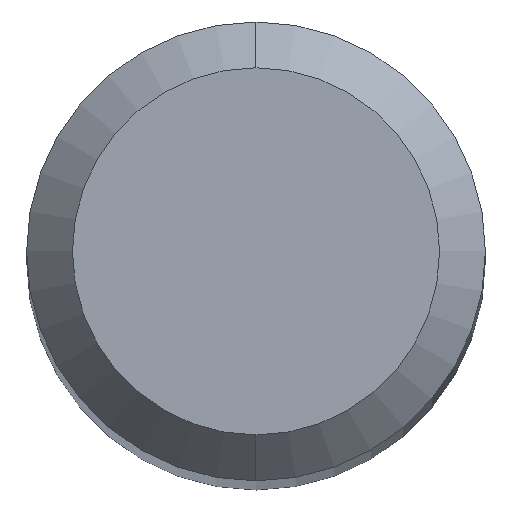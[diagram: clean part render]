
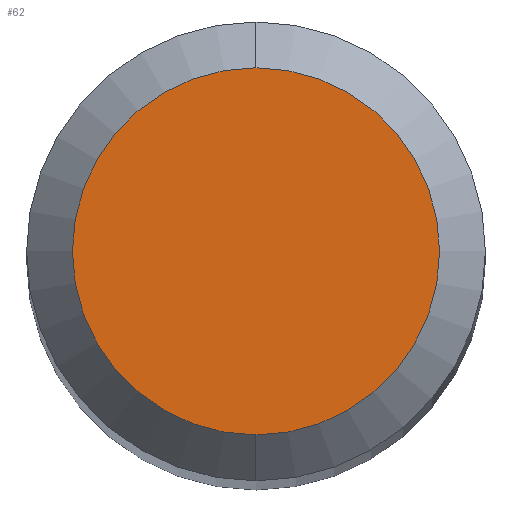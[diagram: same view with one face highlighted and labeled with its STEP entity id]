
A CAD part, top view. The second image highlights one B-rep face of the part: STEP entity #62.
In plain terms, the highlighted planar face has unit normal (0, 0, 1).
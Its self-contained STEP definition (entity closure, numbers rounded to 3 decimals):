
#62=ADVANCED_FACE('',(#138),#139,.T.);
#138=FACE_OUTER_BOUND('',#229,.T.);
#139=PLANE('',#230);
#229=EDGE_LOOP('',(#324,#325));
#230=AXIS2_PLACEMENT_3D('',#326,#327,#328);
#324=ORIENTED_EDGE('',*,*,#474,.F.);
#325=ORIENTED_EDGE('',*,*,#477,.F.);
#326=CARTESIAN_POINT('',(0.,0.6,34.46));
#327=DIRECTION('',(0.,0.0,1.0));
#328=DIRECTION('',(0.0,-1.0,0.0));
#474=EDGE_CURVE('',#555,#557,#558,.T.);
#477=EDGE_CURVE('',#557,#555,#561,.T.);
#555=VERTEX_POINT('',#639);
#557=VERTEX_POINT('',#642);
#558=CIRCLE('',#643,1.2);
#561=CIRCLE('',#647,1.2);
#639=CARTESIAN_POINT('',(0.,1.2,34.46));
#642=CARTESIAN_POINT('',(0.,-1.2,34.46));
#643=AXIS2_PLACEMENT_3D('',#718,#719,#720);
#647=AXIS2_PLACEMENT_3D('',#722,#723,#724);
#718=CARTESIAN_POINT('',(0.,0.0,34.46));
#719=DIRECTION('',(0.,0.0,-1.0));
#720=DIRECTION('',(0.0,1.0,0.0));
#722=CARTESIAN_POINT('',(0.,0.0,34.46));
#723=DIRECTION('',(0.,0.0,-1.0));
#724=DIRECTION('',(0.0,1.0,0.0));
